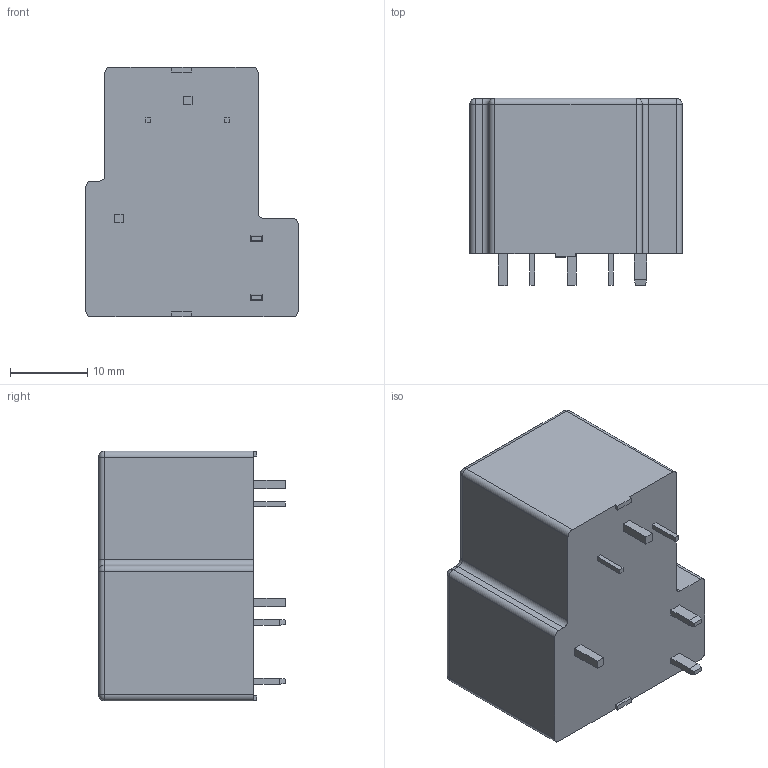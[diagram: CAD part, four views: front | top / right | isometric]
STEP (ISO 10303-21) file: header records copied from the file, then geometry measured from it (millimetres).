
FILE_DESCRIPTION (( 'STEP AP214' ), '1' );
FILE_NAME ('T90S1D12-24.STEP', '2025-03-09T13:06:42', ( 'LENOVO' ), ( '' ), 'SwSTEP 2.0', 'SolidWorks 2021', '' );
FILE_SCHEMA (( 'AUTOMOTIVE_DESIGN' ));
Length unit declared in the file: inch
Products named in the file (1): T90S1D12-24
Bounding box: 27.43 x 24.16 x 32.26 mm (x, y, z)
Volume: 14985.4 mm3; surface area: 3909.1 mm2
Topology: 7 solids, 7 shells, 86 faces, 192 edges, 114 vertices
Faces by surface type: plane 62, cylinder 16, sphere 6, torus 2
Entity records: 2390 total; most frequent: DIRECTION 394, CARTESIAN_POINT 387, ORIENTED_EDGE 372, EDGE_CURVE 186, LINE 152, VECTOR 152, AXIS2_PLACEMENT_3D 121, VERTEX_POINT 114
